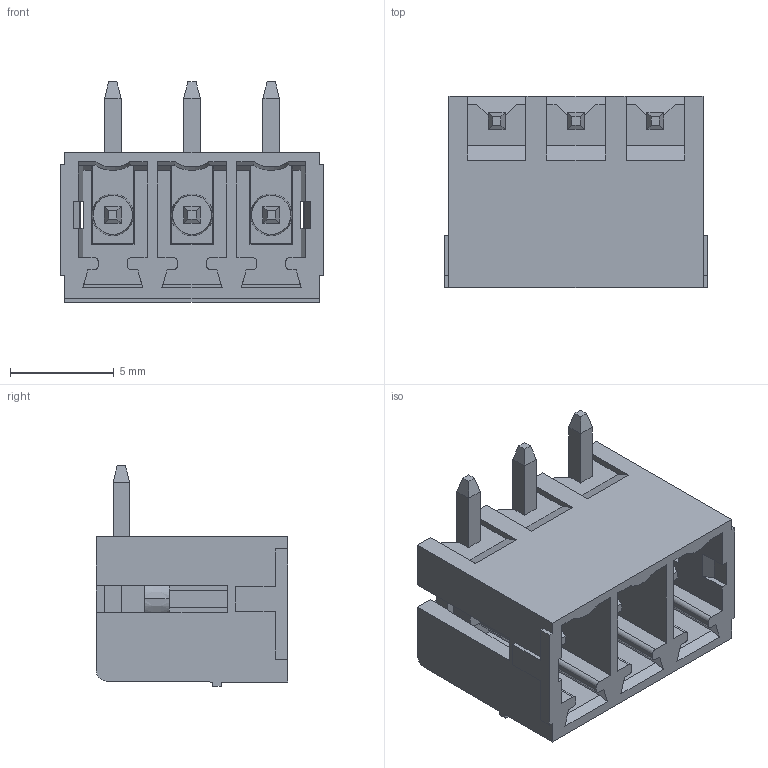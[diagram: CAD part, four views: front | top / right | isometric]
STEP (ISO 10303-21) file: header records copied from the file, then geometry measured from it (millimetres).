
FILE_DESCRIPTION((''),'2;1');
FILE_NAME('WJ15EDGRC-381-03P','2016-07-06T',('QZY'),(''),'CREO PARAMETRIC BY PTC INC, 2014440','CREO PARAMETRIC BY PTC INC, 2014440','');
FILE_SCHEMA(('CONFIG_CONTROL_DESIGN'));
Length unit declared in the file: millimetre
Products named in the file (1): WJ15EDGRC-381-03P
Bounding box: 12.62 x 9.2 x 10.6 mm (x, y, z)
Volume: 387 mm3; surface area: 1180.8 mm2
Topology: 1 solids, 4 shells, 299 faces, 788 edges, 499 vertices
Faces by surface type: plane 265, cylinder 19, cone 9, sphere 6
Entity records: 9129 total; most frequent: CARTESIAN_POINT 1604, ORIENTED_EDGE 1564, DIRECTION 1439, EDGE_CURVE 782, VECTOR 711, LINE 711, VERTEX_POINT 499, AXIS2_PLACEMENT_3D 364
